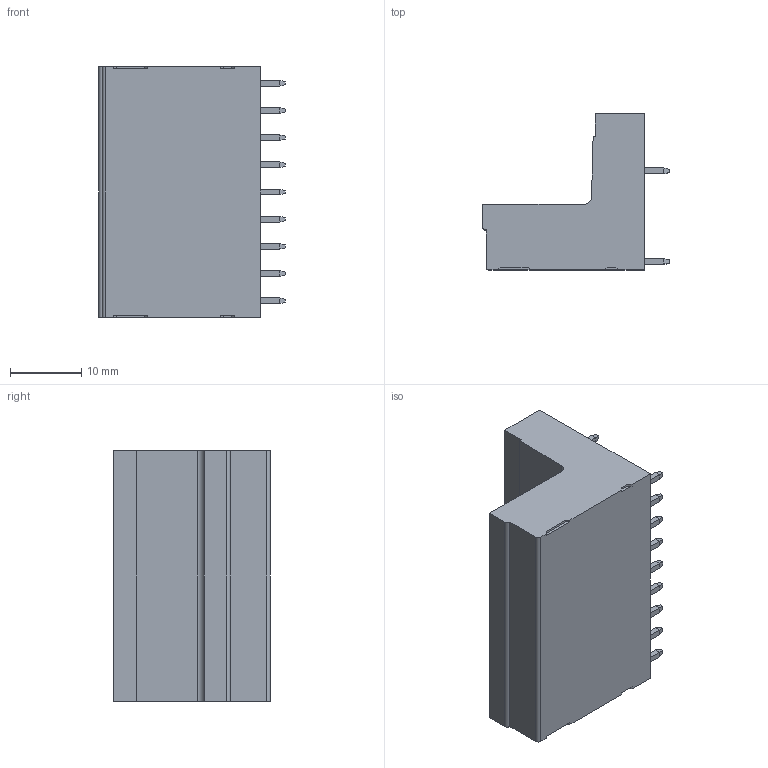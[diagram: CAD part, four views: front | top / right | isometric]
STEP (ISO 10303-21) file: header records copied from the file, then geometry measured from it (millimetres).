
FILE_DESCRIPTION((''),'2;1');
FILE_NAME('TLPHDC-105R-1','2024-09-23T16:02:38',('sheji109'),(''),'CREO PARAMETRIC BY PTC INC, 2018100','CREO PARAMETRIC BY PTC INC, 2018100','');
FILE_SCHEMA(('CONFIG_CONTROL_DESIGN'));
Length unit declared in the file: millimetre
Products named in the file (1): TLPHDC-105R-1
Bounding box: 26.2 x 21.9 x 35.08 mm (x, y, z)
Volume: 8126.1 mm3; surface area: 8844.7 mm2
Topology: 1 solids, 1 shells, 1537 faces, 4193 edges, 2695 vertices
Faces by surface type: plane 1246, cylinder 264, cone 18, sphere 9
Entity records: 47938 total; most frequent: CARTESIAN_POINT 8815, ORIENTED_EDGE 8368, DIRECTION 7740, EDGE_CURVE 4184, VECTOR 3520, LINE 3520, VERTEX_POINT 2695, AXIS2_PLACEMENT_3D 2110
